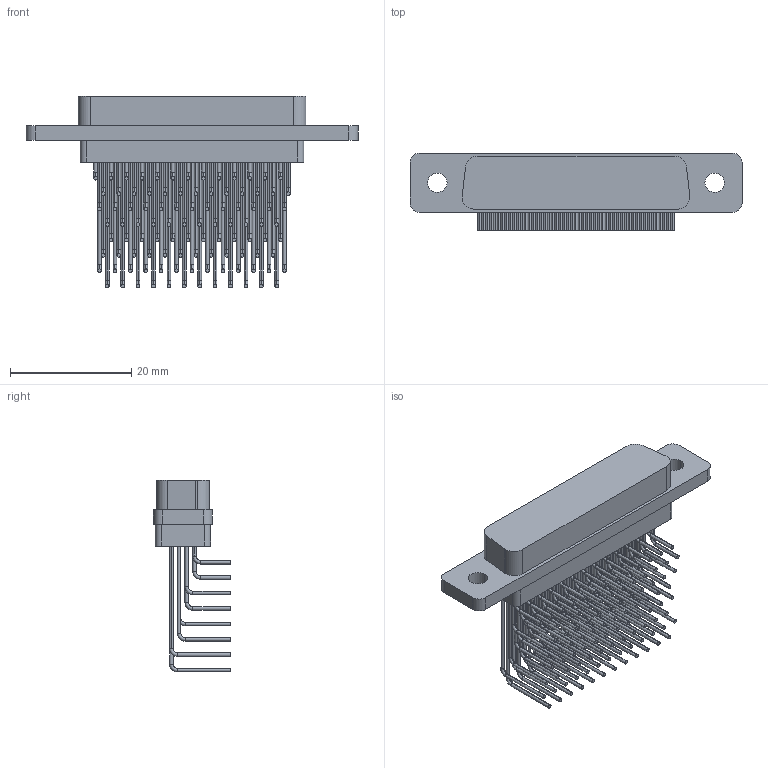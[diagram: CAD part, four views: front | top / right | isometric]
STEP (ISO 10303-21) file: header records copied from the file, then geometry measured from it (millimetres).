
FILE_DESCRIPTION (( 'STEP AP214' ), '1' );
FILE_NAME ('J30J-100ZKW.STEP', '2024-11-07T04:57:39', ( '' ), ( '' ), 'SwSTEP 2.0', 'SolidWorks 2020', '' );
FILE_SCHEMA (( 'AUTOMOTIVE_DESIGN' ));
Length unit declared in the file: millimetre
Products named in the file (1): J30J-100ZKW
Bounding box: 54.7 x 12.7 x 31.62 mm (x, y, z)
Volume: 4524.1 mm3; surface area: 5675.1 mm2
Topology: 1 solids, 1 shells, 733 faces, 1539 edges, 910 vertices
Faces by surface type: cylinder 417, torus 200, plane 116
Entity records: 27860 total; most frequent: DIRECTION 4093, CARTESIAN_POINT 3183, ORIENTED_EDGE 3078, AXIS2_PLACEMENT_3D 1820, EDGE_CURVE 1539, CIRCLE 1086, VERTEX_POINT 910, EDGE_LOOP 839
